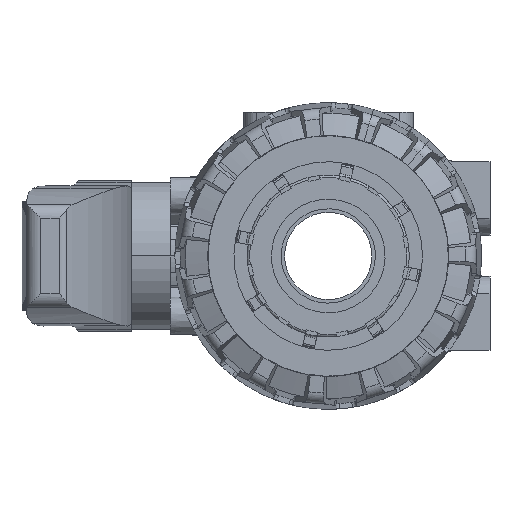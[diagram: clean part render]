
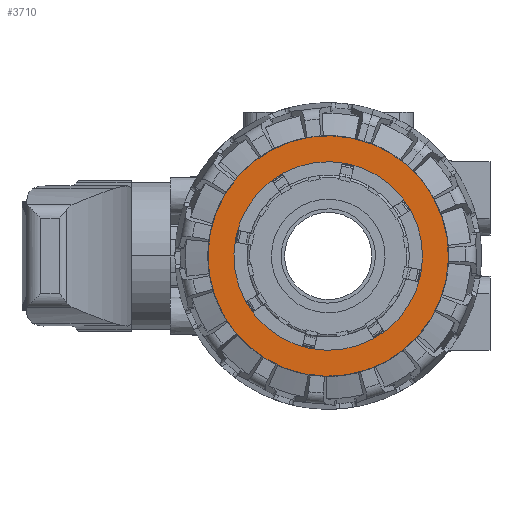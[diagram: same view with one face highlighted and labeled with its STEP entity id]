
A CAD part, left-side view. The second image highlights one B-rep face of the part: STEP entity #3710.
In plain terms, the highlighted planar face has unit normal (-1, 0, 0).
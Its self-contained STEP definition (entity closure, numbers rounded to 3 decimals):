
#3710=ADVANCED_FACE('',(#8579,#8580),#8581,.T.);
#8579=FACE_BOUND('',#14723,.T.);
#8580=FACE_OUTER_BOUND('',#14724,.T.);
#8581=PLANE('',#14725);
#14723=EDGE_LOOP('',(#25984,#25985));
#14724=EDGE_LOOP('',(#25986,#25987));
#14725=AXIS2_PLACEMENT_3D('',#25988,#25989,#25990);
#25984=ORIENTED_EDGE('',*,*,#38425,.T.);
#25985=ORIENTED_EDGE('',*,*,#40141,.T.);
#25986=ORIENTED_EDGE('',*,*,#40126,.T.);
#25987=ORIENTED_EDGE('',*,*,#38428,.T.);
#25988=CARTESIAN_POINT('',(-48.4,-9.592,-8.4));
#25989=DIRECTION('',(-1.0,0.0,0.0));
#25990=DIRECTION('',(0.0,0.752,0.659));
#38425=EDGE_CURVE('',#46553,#46557,#46559,.T.);
#38428=EDGE_CURVE('',#46563,#46561,#46564,.T.);
#40126=EDGE_CURVE('',#46561,#46563,#49079,.T.);
#40141=EDGE_CURVE('',#46557,#46553,#49099,.T.);
#46553=VERTEX_POINT('',#58957);
#46557=VERTEX_POINT('',#58962);
#46559=CIRCLE('',#58965,20.0);
#46561=VERTEX_POINT('',#58967);
#46563=VERTEX_POINT('',#58970);
#46564=CIRCLE('',#58971,25.5);
#49079=CIRCLE('',#64881,25.5);
#49099=CIRCLE('',#64931,20.0);
#58957=CARTESIAN_POINT('',(-48.4,-13.177,15.046));
#58962=CARTESIAN_POINT('',(-48.4,13.177,-15.046));
#58965=AXIS2_PLACEMENT_3D('',#80156,#80157,#80158);
#58967=CARTESIAN_POINT('',(-48.4,-19.183,-16.8));
#58970=CARTESIAN_POINT('',(-48.4,19.183,16.8));
#58971=AXIS2_PLACEMENT_3D('',#80160,#80161,#80162);
#64881=AXIS2_PLACEMENT_3D('',#82046,#82047,#82048);
#64931=AXIS2_PLACEMENT_3D('',#82059,#82060,#82061);
#80156=CARTESIAN_POINT('',(-48.4,0.0,0.0));
#80157=DIRECTION('',(1.0,0.0,0.0));
#80158=DIRECTION('',(0.0,-0.659,0.752));
#80160=CARTESIAN_POINT('',(-48.4,0.0,0.0));
#80161=DIRECTION('',(-1.0,-0.0,0.0));
#80162=DIRECTION('',(0.0,-0.752,-0.659));
#82046=CARTESIAN_POINT('',(-48.4,0.0,0.0));
#82047=DIRECTION('',(-1.0,-0.0,0.0));
#82048=DIRECTION('',(0.0,-0.752,-0.659));
#82059=CARTESIAN_POINT('',(-48.4,0.0,0.0));
#82060=DIRECTION('',(1.0,0.0,0.0));
#82061=DIRECTION('',(0.0,-0.659,0.752));
